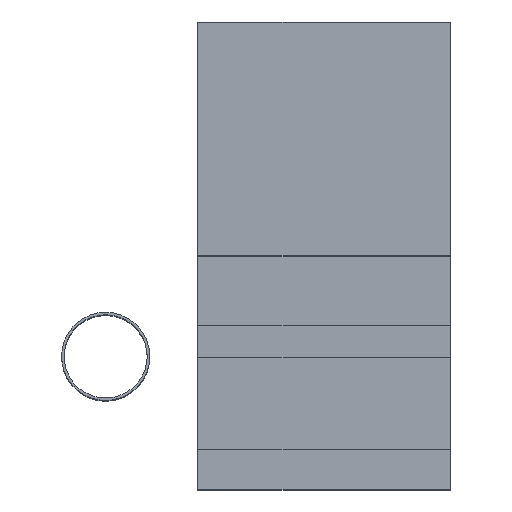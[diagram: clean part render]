
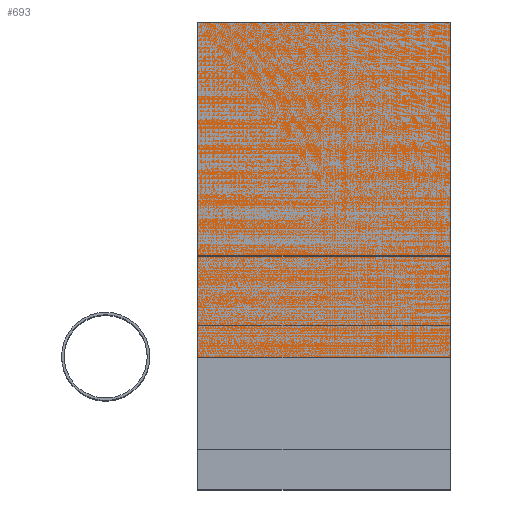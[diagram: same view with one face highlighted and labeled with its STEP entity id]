
A CAD part, top view. The second image highlights one B-rep face of the part: STEP entity #693.
In plain terms, the highlighted planar face has unit normal (0, 0, 1).
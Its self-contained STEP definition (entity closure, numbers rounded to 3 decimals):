
#73=FACE_OUTER_BOUND('',#123,.T.);
#123=EDGE_LOOP('',(#473,#474,#475,#476));
#183=LINE('',#1052,#253);
#184=LINE('',#1054,#254);
#185=LINE('',#1056,#255);
#186=LINE('',#1057,#256);
#253=VECTOR('',#840,10.);
#254=VECTOR('',#841,10.);
#255=VECTOR('',#842,10.);
#256=VECTOR('',#843,10.);
#323=VERTEX_POINT('',#1050);
#324=VERTEX_POINT('',#1051);
#325=VERTEX_POINT('',#1053);
#326=VERTEX_POINT('',#1055);
#383=EDGE_CURVE('',#323,#324,#183,.T.);
#384=EDGE_CURVE('',#325,#323,#184,.T.);
#385=EDGE_CURVE('',#326,#325,#185,.T.);
#386=EDGE_CURVE('',#324,#326,#186,.F.);
#473=ORIENTED_EDGE('',*,*,#383,.F.);
#474=ORIENTED_EDGE('',*,*,#384,.F.);
#475=ORIENTED_EDGE('',*,*,#385,.F.);
#476=ORIENTED_EDGE('',*,*,#386,.F.);
#653=PLANE('',#766);
#693=ADVANCED_FACE('',(#73),#653,.F.);
#766=AXIS2_PLACEMENT_3D('',#1049,#838,#839);
#838=DIRECTION('center_axis',(0.,0.,-1.));
#839=DIRECTION('ref_axis',(-1.,0.,0.));
#840=DIRECTION('',(1.,0.,0.));
#841=DIRECTION('',(0.,1.,0.));
#842=DIRECTION('',(-1.,0.,0.));
#843=DIRECTION('',(0.,1.,0.));
#1049=CARTESIAN_POINT('Origin',(149.72,0.,
0.413));
#1050=CARTESIAN_POINT('',(40.,145.542,0.413));
#1051=CARTESIAN_POINT('',(149.72,145.542,0.413));
#1052=CARTESIAN_POINT('',(149.72,145.542,0.413));
#1053=CARTESIAN_POINT('',(40.,0.,0.413));
#1054=CARTESIAN_POINT('',(40.,0.,0.413));
#1055=CARTESIAN_POINT('',(149.72,0.,0.413));
#1056=CARTESIAN_POINT('',(149.72,0.,0.413));
#1057=CARTESIAN_POINT('',(149.72,0.,0.413));
